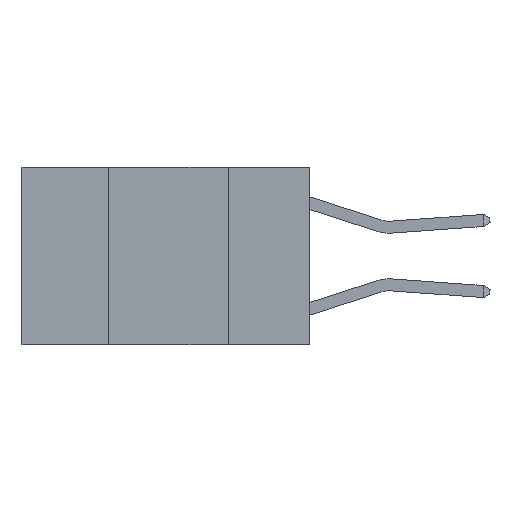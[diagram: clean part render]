
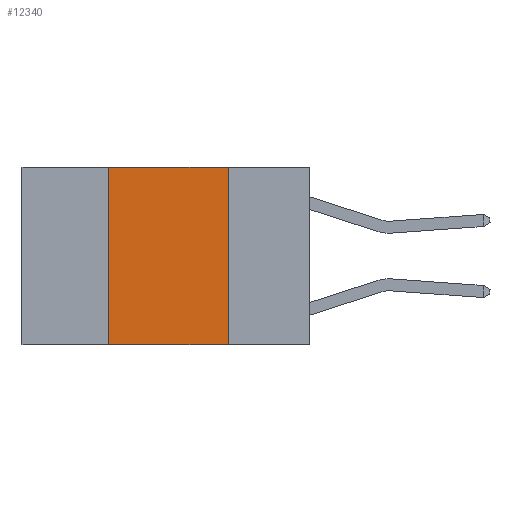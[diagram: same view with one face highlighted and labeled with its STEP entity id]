
A CAD part, left-side view. The second image highlights one B-rep face of the part: STEP entity #12340.
In plain terms, the highlighted planar face has unit normal (-1, 0, 0).
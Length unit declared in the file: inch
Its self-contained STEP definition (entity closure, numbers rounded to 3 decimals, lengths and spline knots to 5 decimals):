
#1371 = DIRECTION ( 'NONE',  ( 0., -1., 0. ) ) ;
#2127 = CARTESIAN_POINT ( 'NONE',  ( 0., 0.17, 0. ) ) ;
#2798 = VECTOR ( 'NONE', #20714, 39.37008 ) ;
#3312 = CARTESIAN_POINT ( 'NONE',  ( 0., 0.42, 0. ) ) ;
#4019 = CARTESIAN_POINT ( 'NONE',  ( 0., 0.6, 0. ) ) ;
#4126 = VERTEX_POINT ( 'NONE', #3312 ) ;
#4275 = VERTEX_POINT ( 'NONE', #4987 ) ;
#4987 = CARTESIAN_POINT ( 'NONE',  ( 0., 0.42, -0.37 ) ) ;
#5845 = PLANE ( 'NONE',  #8006 ) ;
#6346 = VECTOR ( 'NONE', #14963, 39.37008 ) ;
#6385 = ORIENTED_EDGE ( 'NONE', *, *, #8393, .F. ) ;
#7154 = EDGE_CURVE ( 'NONE', #8037, #10873, #14375, .T. ) ;
#7752 = ORIENTED_EDGE ( 'NONE', *, *, #7154, .F. ) ;
#8006 = AXIS2_PLACEMENT_3D ( 'NONE', #12830, #19809, #9619 ) ;
#8037 = VERTEX_POINT ( 'NONE', #15918 ) ;
#8393 = EDGE_CURVE ( 'NONE', #4275, #4126, #13725, .T. ) ;
#9619 = DIRECTION ( 'NONE',  ( 0., 0., -1. ) ) ;
#9660 = ORIENTED_EDGE ( 'NONE', *, *, #14417, .T. ) ;
#9729 = FACE_OUTER_BOUND ( 'NONE', #15180, .T. ) ;
#9825 = LINE ( 'NONE', #11418, #6346 ) ;
#10416 = CARTESIAN_POINT ( 'NONE',  ( 0., 0.42, 0. ) ) ;
#10873 = VERTEX_POINT ( 'NONE', #19245 ) ;
#10884 = VECTOR ( 'NONE', #1371, 39.37008 ) ;
#11418 = CARTESIAN_POINT ( 'NONE',  ( 0., 0.6, -0.37 ) ) ;
#12340 = ADVANCED_FACE ( 'NONE', ( #9729 ), #5845, .F. ) ;
#12735 = LINE ( 'NONE', #4019, #10884 ) ;
#12830 = CARTESIAN_POINT ( 'NONE',  ( 0., 0.6, 0. ) ) ;
#13725 = LINE ( 'NONE', #10416, #2798 ) ;
#14375 = LINE ( 'NONE', #2127, #16738 ) ;
#14417 = EDGE_CURVE ( 'NONE', #4275, #10873, #9825, .T. ) ;
#14963 = DIRECTION ( 'NONE',  ( 0., -1., 0. ) ) ;
#15180 = EDGE_LOOP ( 'NONE', ( #7752, #22307, #6385, #9660 ) ) ;
#15918 = CARTESIAN_POINT ( 'NONE',  ( 0., 0.17, 0. ) ) ;
#16738 = VECTOR ( 'NONE', #21594, 39.37008 ) ;
#18821 = EDGE_CURVE ( 'NONE', #4126, #8037, #12735, .T. ) ;
#19245 = CARTESIAN_POINT ( 'NONE',  ( 0., 0.17, -0.37 ) ) ;
#19809 = DIRECTION ( 'NONE',  ( 1., 0., 0. ) ) ;
#20714 = DIRECTION ( 'NONE',  ( 0., 0., 1. ) ) ;
#21594 = DIRECTION ( 'NONE',  ( 0., 0., -1. ) ) ;
#22307 = ORIENTED_EDGE ( 'NONE', *, *, #18821, .F. ) ;
